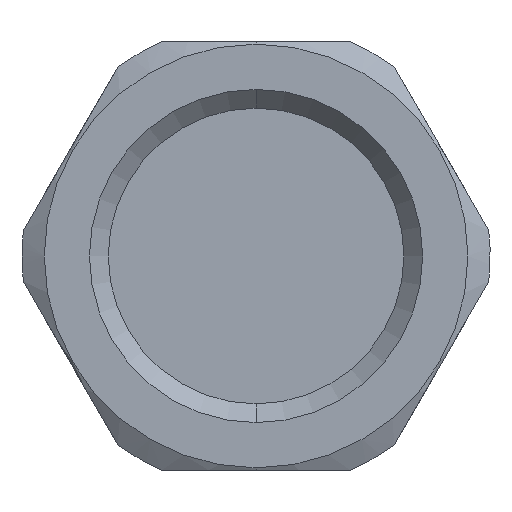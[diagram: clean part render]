
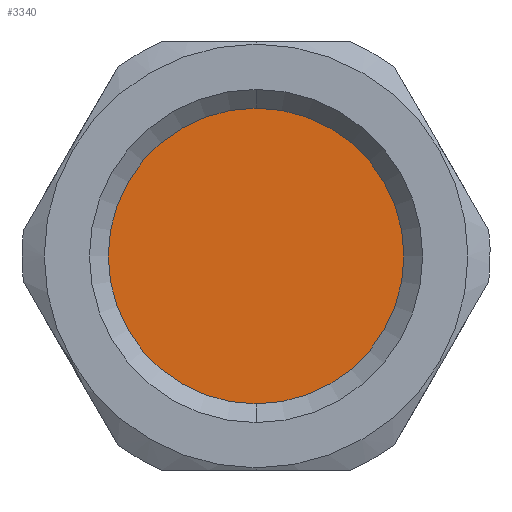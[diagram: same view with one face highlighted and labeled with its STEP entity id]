
A CAD part, left-side view. The second image highlights one B-rep face of the part: STEP entity #3340.
In plain terms, the highlighted planar face has unit normal (-1, 0, 0).
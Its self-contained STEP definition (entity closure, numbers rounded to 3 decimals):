
#7 = CARTESIAN_POINT ( 'NONE',  ( -25.416, -9.315, 0. ) ) ;
#63 = CARTESIAN_POINT ( 'NONE',  ( -25.416, 9.315, 0. ) ) ;
#75 = DIRECTION ( 'NONE',  ( -1., 0., 0. ) ) ;
#99 = DIRECTION ( 'NONE',  ( 0., 1., 0. ) ) ;
#177 = CARTESIAN_POINT ( 'NONE',  ( -25.416, 0., 0. ) ) ;
#317 = DIRECTION ( 'NONE',  ( -1., 0., 0. ) ) ;
#365 = DIRECTION ( 'NONE',  ( 0., 1., 0. ) ) ;
#423 = CARTESIAN_POINT ( 'NONE',  ( -25.416, 0., 0. ) ) ;
#697 = AXIS2_PLACEMENT_3D ( 'NONE', #177, #75, #99 ) ;
#863 = AXIS2_PLACEMENT_3D ( 'NONE', #423, #317, #365 ) ;
#882 = AXIS2_PLACEMENT_3D ( 'NONE', #1012, #1025, #1034 ) ;
#1003 = PLANE ( 'NONE',  #882 ) ;
#1012 = CARTESIAN_POINT ( 'NONE',  ( -25.416, 0., 0. ) ) ;
#1025 = DIRECTION ( 'NONE',  ( 1., 0., 0. ) ) ;
#1034 = DIRECTION ( 'NONE',  ( 0., 0., -1. ) ) ;
#1301 = VERTEX_POINT ( 'NONE', #63 ) ;
#1570 = VERTEX_POINT ( 'NONE', #7 ) ;
#1941 = EDGE_LOOP ( 'NONE', ( #2314, #2070 ) ) ;
#2070 = ORIENTED_EDGE ( 'NONE', *, *, #2844, .T. ) ;
#2147 = CIRCLE ( 'NONE', #863, 9.315 ) ;
#2314 = ORIENTED_EDGE ( 'NONE', *, *, #2892, .T. ) ;
#2495 = CIRCLE ( 'NONE', #697, 9.315 ) ;
#2718 = FACE_OUTER_BOUND ( 'NONE', #1941, .T. ) ;
#2844 = EDGE_CURVE ( 'NONE', #1570, #1301, #2495, .T. ) ;
#2892 = EDGE_CURVE ( 'NONE', #1301, #1570, #2147, .T. ) ;
#3340 = ADVANCED_FACE ( 'NONE', ( #2718 ), #1003, .F. ) ;
